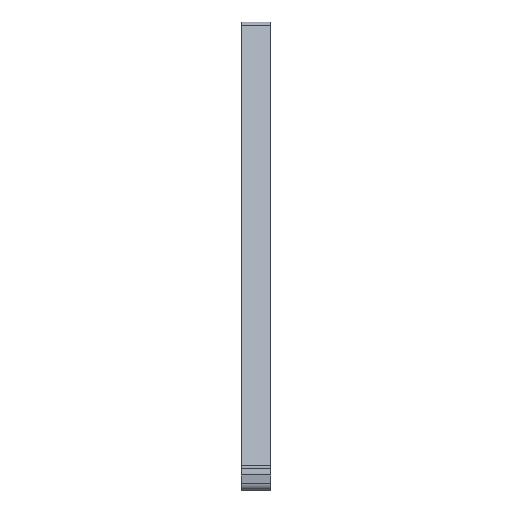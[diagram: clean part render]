
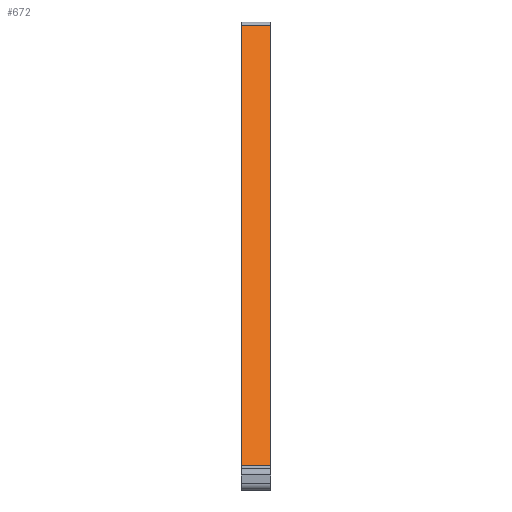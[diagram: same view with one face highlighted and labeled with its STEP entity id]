
A CAD part, top view. The second image highlights one B-rep face of the part: STEP entity #672.
In plain terms, the highlighted planar face has unit normal (0, 0.5, 0.866).
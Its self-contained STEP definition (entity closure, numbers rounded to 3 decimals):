
#4 = LINE ( 'NONE', #157, #513 ) ;
#11 = FACE_OUTER_BOUND ( 'NONE', #482, .T. ) ;
#18 = VERTEX_POINT ( 'NONE', #83 ) ;
#28 = CARTESIAN_POINT ( 'NONE',  ( 3.5, 4.449, 7.705 ) ) ;
#39 = VERTEX_POINT ( 'NONE', #261 ) ;
#55 = EDGE_CURVE ( 'NONE', #401, #39, #4, .T. ) ;
#83 = CARTESIAN_POINT ( 'NONE',  ( 3.5, 9.25, 4.933 ) ) ;
#113 = CARTESIAN_POINT ( 'NONE',  ( 135.373, 4.449, 7.705 ) ) ;
#157 = CARTESIAN_POINT ( 'NONE',  ( -3.5, 4.449, 7.705 ) ) ;
#183 = VECTOR ( 'NONE', #603, 1000. ) ;
#249 = ORIENTED_EDGE ( 'NONE', *, *, #463, .T. ) ;
#261 = CARTESIAN_POINT ( 'NONE',  ( -3.5, -94.25, 64.689 ) ) ;
#309 = ORIENTED_EDGE ( 'NONE', *, *, #619, .T. ) ;
#324 = PLANE ( 'NONE',  #635 ) ;
#383 = LINE ( 'NONE', #437, #415 ) ;
#388 = DIRECTION ( 'NONE',  ( 0., -0.5, -0.866 ) ) ;
#401 = VERTEX_POINT ( 'NONE', #490 ) ;
#415 = VECTOR ( 'NONE', #643, 1000. ) ;
#437 = CARTESIAN_POINT ( 'NONE',  ( 3.5, -94.25, 64.689 ) ) ;
#444 = LINE ( 'NONE', #501, #473 ) ;
#463 = EDGE_CURVE ( 'NONE', #39, #667, #383, .T. ) ;
#469 = ORIENTED_EDGE ( 'NONE', *, *, #520, .T. ) ;
#473 = VECTOR ( 'NONE', #599, 1000. ) ;
#482 = EDGE_LOOP ( 'NONE', ( #512, #249, #469, #309 ) ) ;
#490 = CARTESIAN_POINT ( 'NONE',  ( -3.5, 9.25, 4.933 ) ) ;
#497 = LINE ( 'NONE', #28, #183 ) ;
#501 = CARTESIAN_POINT ( 'NONE',  ( -3.5, 9.25, 4.933 ) ) ;
#512 = ORIENTED_EDGE ( 'NONE', *, *, #55, .T. ) ;
#513 = VECTOR ( 'NONE', #563, 1000. ) ;
#520 = EDGE_CURVE ( 'NONE', #667, #18, #497, .T. ) ;
#537 = DIRECTION ( 'NONE',  ( 0., 0.866, -0.5 ) ) ;
#541 = CARTESIAN_POINT ( 'NONE',  ( 3.5, -94.25, 64.689 ) ) ;
#563 = DIRECTION ( 'NONE',  ( 0., -0.866, 0.5 ) ) ;
#599 = DIRECTION ( 'NONE',  ( -1., 0., 0. ) ) ;
#603 = DIRECTION ( 'NONE',  ( 0., 0.866, -0.5 ) ) ;
#619 = EDGE_CURVE ( 'NONE', #18, #401, #444, .T. ) ;
#635 = AXIS2_PLACEMENT_3D ( 'NONE', #113, #388, #537 ) ;
#643 = DIRECTION ( 'NONE',  ( 1., 0., 0. ) ) ;
#667 = VERTEX_POINT ( 'NONE', #541 ) ;
#672 = ADVANCED_FACE ( 'NONE', ( #11 ), #324, .F. ) ;
